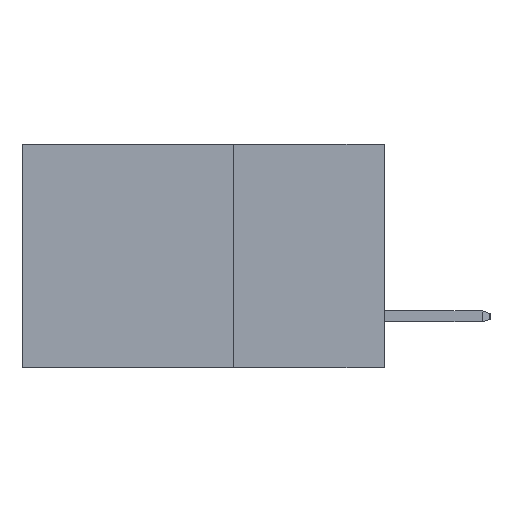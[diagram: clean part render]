
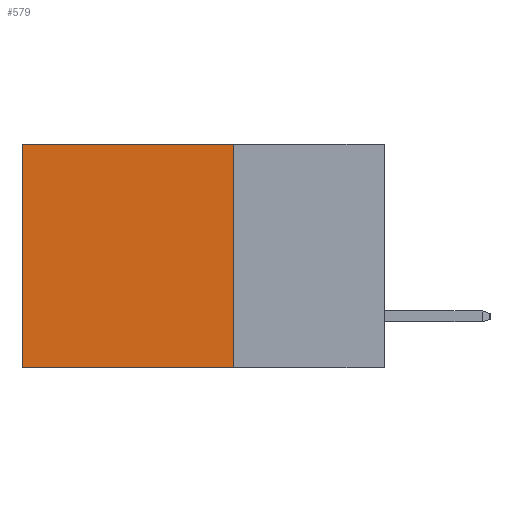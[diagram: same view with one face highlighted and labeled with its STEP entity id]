
A CAD part, left-side view. The second image highlights one B-rep face of the part: STEP entity #579.
In plain terms, the highlighted planar face has unit normal (-1, 0, 0).
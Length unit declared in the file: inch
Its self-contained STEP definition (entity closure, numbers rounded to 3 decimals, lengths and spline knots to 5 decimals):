
#579 = ADVANCED_FACE ( 'NONE', ( #13029 ), #19813, .F. ) ;
#739 = LINE ( 'NONE', #6672, #19067 ) ;
#1732 = ORIENTED_EDGE ( 'NONE', *, *, #18301, .T. ) ;
#2706 = VERTEX_POINT ( 'NONE', #9965 ) ;
#2712 = LINE ( 'NONE', #21035, #7017 ) ;
#3300 = ORIENTED_EDGE ( 'NONE', *, *, #7465, .F. ) ;
#5318 = CARTESIAN_POINT ( 'NONE',  ( 0.298, 0.25, 0. ) ) ;
#5987 = EDGE_CURVE ( 'NONE', #8540, #13954, #14763, .T. ) ;
#6044 = DIRECTION ( 'NONE',  ( 0., 0., -1. ) ) ;
#6119 = CARTESIAN_POINT ( 'NONE',  ( 0.298, 0.6, -0.37 ) ) ;
#6256 = VECTOR ( 'NONE', #21585, 39.37008 ) ;
#6672 = CARTESIAN_POINT ( 'NONE',  ( 0.298, 0.25, -0.37 ) ) ;
#7017 = VECTOR ( 'NONE', #6044, 39.37008 ) ;
#7465 = EDGE_CURVE ( 'NONE', #13954, #10093, #739, .T. ) ;
#7919 = ORIENTED_EDGE ( 'NONE', *, *, #18433, .T. ) ;
#8301 = DIRECTION ( 'NONE',  ( 1., 0., 0. ) ) ;
#8540 = VERTEX_POINT ( 'NONE', #5318 ) ;
#9965 = CARTESIAN_POINT ( 'NONE',  ( 0.298, 0.6, 0. ) ) ;
#10093 = VERTEX_POINT ( 'NONE', #6119 ) ;
#13029 = FACE_OUTER_BOUND ( 'NONE', #20981, .T. ) ;
#13804 = ORIENTED_EDGE ( 'NONE', *, *, #5987, .F. ) ;
#13954 = VERTEX_POINT ( 'NONE', #19610 ) ;
#14763 = LINE ( 'NONE', #21333, #6256 ) ;
#14774 = DIRECTION ( 'NONE',  ( 0., 0., -1. ) ) ;
#15571 = AXIS2_PLACEMENT_3D ( 'NONE', #19858, #8301, #14774 ) ;
#17573 = CARTESIAN_POINT ( 'NONE',  ( 0.298, 0.25, 0. ) ) ;
#18036 = VECTOR ( 'NONE', #19210, 39.37008 ) ;
#18301 = EDGE_CURVE ( 'NONE', #8540, #2706, #19065, .T. ) ;
#18433 = EDGE_CURVE ( 'NONE', #2706, #10093, #2712, .T. ) ;
#19065 = LINE ( 'NONE', #17573, #18036 ) ;
#19067 = VECTOR ( 'NONE', #22095, 39.37008 ) ;
#19210 = DIRECTION ( 'NONE',  ( 0., 1., 0. ) ) ;
#19610 = CARTESIAN_POINT ( 'NONE',  ( 0.298, 0.25, -0.37 ) ) ;
#19813 = PLANE ( 'NONE',  #15571 ) ;
#19858 = CARTESIAN_POINT ( 'NONE',  ( 0.298, 0.25, 0. ) ) ;
#20981 = EDGE_LOOP ( 'NONE', ( #7919, #3300, #13804, #1732 ) ) ;
#21035 = CARTESIAN_POINT ( 'NONE',  ( 0.298, 0.6, 0. ) ) ;
#21333 = CARTESIAN_POINT ( 'NONE',  ( 0.298, 0.25, 0. ) ) ;
#21585 = DIRECTION ( 'NONE',  ( 0., 0., -1. ) ) ;
#22095 = DIRECTION ( 'NONE',  ( 0., 1., 0. ) ) ;
